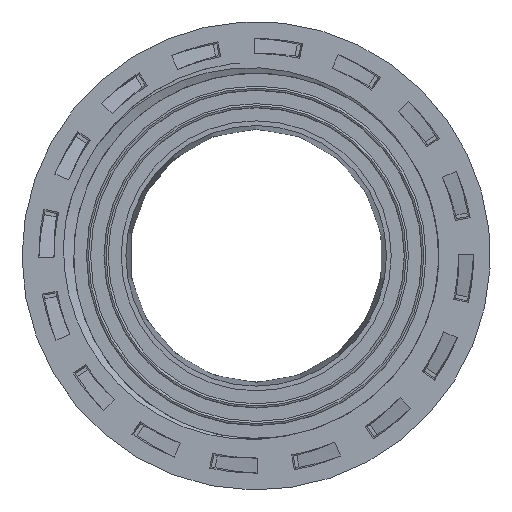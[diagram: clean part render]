
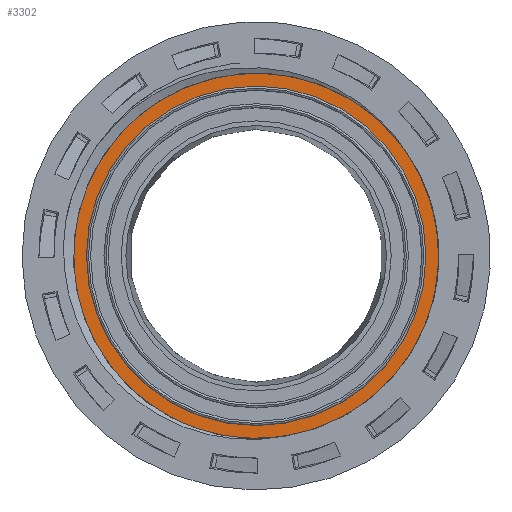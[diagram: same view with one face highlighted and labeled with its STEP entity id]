
A CAD part, front view. The second image highlights one B-rep face of the part: STEP entity #3302.
In plain terms, the highlighted planar face has unit normal (0, -1, 0).
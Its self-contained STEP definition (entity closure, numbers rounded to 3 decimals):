
#941=PLANE('',#10144);
#1312=LINE('',#15290,#1966);
#1313=LINE('',#15296,#1967);
#1314=LINE('',#15300,#1968);
#1315=LINE('',#15304,#1969);
#1316=LINE('',#15308,#1970);
#1317=LINE('',#15314,#1971);
#1966=VECTOR('',#11128,1.);
#1967=VECTOR('',#11133,1.);
#1968=VECTOR('',#11136,1.);
#1969=VECTOR('',#11139,1.);
#1970=VECTOR('',#11142,1.);
#1971=VECTOR('',#11147,1.);
#3302=ADVANCED_FACE('',(#3809,#3810),#941,.F.);
#3809=FACE_BOUND('',#4110,.T.);
#3810=FACE_BOUND('',#4111,.T.);
#4110=EDGE_LOOP('',(#5390,#5391,#5392,#5393,#5394,#5395,#5396,#5397,#5398,
#5399,#5400,#5401,#5402,#5403));
#4111=EDGE_LOOP('',(#5404));
#5390=ORIENTED_EDGE('',*,*,#8734,.F.);
#5391=ORIENTED_EDGE('',*,*,#8735,.T.);
#5392=ORIENTED_EDGE('',*,*,#8736,.T.);
#5393=ORIENTED_EDGE('',*,*,#8737,.T.);
#5394=ORIENTED_EDGE('',*,*,#8738,.F.);
#5395=ORIENTED_EDGE('',*,*,#8739,.F.);
#5396=ORIENTED_EDGE('',*,*,#8740,.T.);
#5397=ORIENTED_EDGE('',*,*,#8741,.T.);
#5398=ORIENTED_EDGE('',*,*,#8742,.F.);
#5399=ORIENTED_EDGE('',*,*,#8743,.F.);
#5400=ORIENTED_EDGE('',*,*,#8744,.T.);
#5401=ORIENTED_EDGE('',*,*,#8745,.T.);
#5402=ORIENTED_EDGE('',*,*,#8746,.T.);
#5403=ORIENTED_EDGE('',*,*,#8747,.F.);
#5404=ORIENTED_EDGE('',*,*,#8748,.F.);
#7652=VERTEX_POINT('',#15288);
#7653=VERTEX_POINT('',#15289);
#7654=VERTEX_POINT('',#15291);
#7655=VERTEX_POINT('',#15293);
#7656=VERTEX_POINT('',#15295);
#7657=VERTEX_POINT('',#15297);
#7658=VERTEX_POINT('',#15299);
#7659=VERTEX_POINT('',#15301);
#7660=VERTEX_POINT('',#15303);
#7661=VERTEX_POINT('',#15305);
#7662=VERTEX_POINT('',#15307);
#7663=VERTEX_POINT('',#15309);
#7664=VERTEX_POINT('',#15311);
#7665=VERTEX_POINT('',#15313);
#7666=VERTEX_POINT('',#15316);
#8734=EDGE_CURVE('',#7652,#7653,#9775,.T.);
#8735=EDGE_CURVE('',#7652,#7654,#1312,.T.);
#8736=EDGE_CURVE('',#7654,#7655,#9776,.T.);
#8737=EDGE_CURVE('',#7655,#7656,#9777,.T.);
#8738=EDGE_CURVE('',#7657,#7656,#1313,.T.);
#8739=EDGE_CURVE('',#7658,#7657,#9778,.T.);
#8740=EDGE_CURVE('',#7658,#7659,#1314,.T.);
#8741=EDGE_CURVE('',#7659,#7660,#9779,.T.);
#8742=EDGE_CURVE('',#7661,#7660,#1315,.T.);
#8743=EDGE_CURVE('',#7662,#7661,#9780,.T.);
#8744=EDGE_CURVE('',#7662,#7663,#1316,.T.);
#8745=EDGE_CURVE('',#7663,#7664,#9781,.T.);
#8746=EDGE_CURVE('',#7664,#7665,#9782,.T.);
#8747=EDGE_CURVE('',#7653,#7665,#1317,.T.);
#8748=EDGE_CURVE('',#7666,#7666,#9783,.T.);
#9775=CIRCLE('',#10135,22.44);
#9776=CIRCLE('',#10136,1.);
#9777=CIRCLE('',#10137,1.);
#9778=CIRCLE('',#10138,22.44);
#9779=CIRCLE('',#10139,1.);
#9780=CIRCLE('',#10140,22.44);
#9781=CIRCLE('',#10141,1.);
#9782=CIRCLE('',#10142,1.);
#9783=CIRCLE('',#10143,20.842);
#10135=AXIS2_PLACEMENT_3D('',#15287,#11126,#11127);
#10136=AXIS2_PLACEMENT_3D('',#15292,#11129,#11130);
#10137=AXIS2_PLACEMENT_3D('',#15294,#11131,#11132);
#10138=AXIS2_PLACEMENT_3D('',#15298,#11134,#11135);
#10139=AXIS2_PLACEMENT_3D('',#15302,#11137,#11138);
#10140=AXIS2_PLACEMENT_3D('',#15306,#11140,#11141);
#10141=AXIS2_PLACEMENT_3D('',#15310,#11143,#11144);
#10142=AXIS2_PLACEMENT_3D('',#15312,#11145,#11146);
#10143=AXIS2_PLACEMENT_3D('',#15315,#11148,#11149);
#10144=AXIS2_PLACEMENT_3D('',#15317,#11150,#11151);
#11126=DIRECTION('',(0.,1.,0.));
#11127=DIRECTION('',(-1.,0.,0.));
#11128=DIRECTION('',(0.866,0.,-0.5));
#11129=DIRECTION('',(0.,-1.,0.));
#11130=DIRECTION('',(-0.5,0.,-0.866));
#11131=DIRECTION('',(0.,-1.,0.));
#11132=DIRECTION('',(-0.5,0.,-0.866));
#11133=DIRECTION('',(0.866,0.,-0.5));
#11134=DIRECTION('',(0.,1.,0.));
#11135=DIRECTION('',(-1.,0.,0.));
#11136=DIRECTION('',(0.,0.,1.));
#11137=DIRECTION('',(0.,-1.,0.));
#11138=DIRECTION('',(1.,0.,0.));
#11139=DIRECTION('',(0.,0.,1.));
#11140=DIRECTION('',(0.,1.,0.));
#11141=DIRECTION('',(-1.,0.,0.));
#11142=DIRECTION('',(-0.866,0.,-0.5));
#11143=DIRECTION('',(0.,-1.,0.));
#11144=DIRECTION('',(-0.5,0.,0.866));
#11145=DIRECTION('',(0.,-1.,0.));
#11146=DIRECTION('',(-0.5,0.,0.866));
#11147=DIRECTION('',(-0.866,0.,-0.5));
#11148=DIRECTION('',(0.,-1.,0.));
#11149=DIRECTION('',(-1.,0.,0.));
#11150=DIRECTION('',(0.,1.,0.));
#11151=DIRECTION('',(1.,0.,0.));
#15287=CARTESIAN_POINT('',(-2190.871,381.021,0.));
#15288=CARTESIAN_POINT('',(-2171.957,381.021,-12.075));
#15289=CARTESIAN_POINT('',(-2209.785,381.021,-12.075));
#15290=CARTESIAN_POINT('',(-2191.371,381.021,-0.866));
#15291=CARTESIAN_POINT('',(-2171.418,381.021,-12.386));
#15292=CARTESIAN_POINT('',(-2170.918,381.021,-11.52));
#15293=CARTESIAN_POINT('',(-2170.052,381.021,-12.02));
#15294=CARTESIAN_POINT('',(-2170.918,381.021,-11.52));
#15295=CARTESIAN_POINT('',(-2170.418,381.021,-10.654));
#15296=CARTESIAN_POINT('',(-2190.371,381.021,0.866));
#15297=CARTESIAN_POINT('',(-2170.957,381.021,-10.343));
#15298=CARTESIAN_POINT('',(-2190.871,381.021,0.));
#15299=CARTESIAN_POINT('',(-2189.871,381.021,22.418));
#15300=CARTESIAN_POINT('',(-2189.871,381.021,0.));
#15301=CARTESIAN_POINT('',(-2189.871,381.021,23.04));
#15302=CARTESIAN_POINT('',(-2190.871,381.021,23.04));
#15303=CARTESIAN_POINT('',(-2191.871,381.021,23.04));
#15304=CARTESIAN_POINT('',(-2191.871,381.021,0.));
#15305=CARTESIAN_POINT('',(-2191.871,381.021,22.418));
#15306=CARTESIAN_POINT('',(-2190.871,381.021,0.));
#15307=CARTESIAN_POINT('',(-2210.785,381.021,-10.343));
#15308=CARTESIAN_POINT('',(-2191.371,381.021,0.866));
#15309=CARTESIAN_POINT('',(-2211.324,381.021,-10.654));
#15310=CARTESIAN_POINT('',(-2210.824,381.021,-11.52));
#15311=CARTESIAN_POINT('',(-2211.69,381.021,-12.02));
#15312=CARTESIAN_POINT('',(-2210.824,381.021,-11.52));
#15313=CARTESIAN_POINT('',(-2210.324,381.021,-12.386));
#15314=CARTESIAN_POINT('',(-2190.371,381.021,-0.866));
#15315=CARTESIAN_POINT('',(-2190.871,381.021,0.));
#15316=CARTESIAN_POINT('',(-2211.713,381.021,0.));
#15317=CARTESIAN_POINT('',(-2190.871,381.021,0.));
